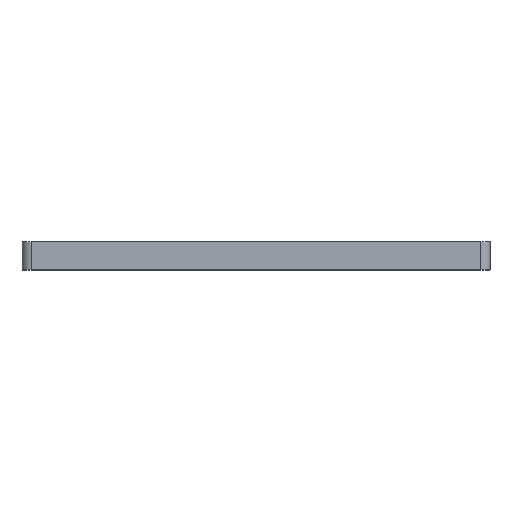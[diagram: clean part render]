
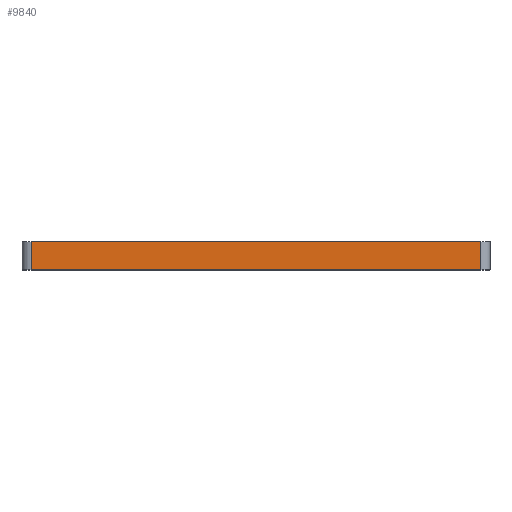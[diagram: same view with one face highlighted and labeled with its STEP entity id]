
A CAD part, top view. The second image highlights one B-rep face of the part: STEP entity #9840.
In plain terms, the highlighted planar face has unit normal (0, 0, 1).
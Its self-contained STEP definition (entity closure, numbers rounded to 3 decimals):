
#161 = CARTESIAN_POINT ( 'NONE',  ( -48., 6., 50. ) ) ;
#392 = CARTESIAN_POINT ( 'NONE',  ( -50., 6., 50. ) ) ;
#627 = LINE ( 'NONE', #1340, #8588 ) ;
#1340 = CARTESIAN_POINT ( 'NONE',  ( -50., 0., 50. ) ) ;
#1382 = DIRECTION ( 'NONE',  ( 1., 0., 0. ) ) ;
#1585 = CARTESIAN_POINT ( 'NONE',  ( 48., 0., 50. ) ) ;
#2013 = VECTOR ( 'NONE', #3031, 1000. ) ;
#2055 = EDGE_CURVE ( 'NONE', #8581, #7684, #627, .T. ) ;
#2135 = DIRECTION ( 'NONE',  ( 1., 0., 0. ) ) ;
#3031 = DIRECTION ( 'NONE',  ( 0., 1., 0. ) ) ;
#3164 = VECTOR ( 'NONE', #3315, 1000. ) ;
#3315 = DIRECTION ( 'NONE',  ( 0., -1., 0. ) ) ;
#3360 = DIRECTION ( 'NONE',  ( -1., 0., 0. ) ) ;
#3656 = LINE ( 'NONE', #161, #3164 ) ;
#3923 = EDGE_CURVE ( 'NONE', #7684, #4175, #5968, .T. ) ;
#4175 = VERTEX_POINT ( 'NONE', #6875 ) ;
#5020 = EDGE_LOOP ( 'NONE', ( #5634, #10909, #12550, #11161 ) ) ;
#5384 = DIRECTION ( 'NONE',  ( 0., 0., -1. ) ) ;
#5395 = CARTESIAN_POINT ( 'NONE',  ( -48., 0., 50. ) ) ;
#5634 = ORIENTED_EDGE ( 'NONE', *, *, #12533, .F. ) ;
#5781 = EDGE_CURVE ( 'NONE', #8383, #8581, #3656, .T. ) ;
#5968 = LINE ( 'NONE', #11843, #2013 ) ;
#6855 = CARTESIAN_POINT ( 'NONE',  ( -48., 6., 50. ) ) ;
#6875 = CARTESIAN_POINT ( 'NONE',  ( 48., 6., 50. ) ) ;
#7197 = AXIS2_PLACEMENT_3D ( 'NONE', #392, #5384, #3360 ) ;
#7684 = VERTEX_POINT ( 'NONE', #1585 ) ;
#8383 = VERTEX_POINT ( 'NONE', #6855 ) ;
#8581 = VERTEX_POINT ( 'NONE', #5395 ) ;
#8588 = VECTOR ( 'NONE', #1382, 1000. ) ;
#8630 = FACE_OUTER_BOUND ( 'NONE', #5020, .T. ) ;
#8886 = CARTESIAN_POINT ( 'NONE',  ( -50., 6., 50. ) ) ;
#9840 = ADVANCED_FACE ( 'NONE', ( #8630 ), #11258, .F. ) ;
#10909 = ORIENTED_EDGE ( 'NONE', *, *, #5781, .T. ) ;
#11161 = ORIENTED_EDGE ( 'NONE', *, *, #3923, .T. ) ;
#11204 = LINE ( 'NONE', #8886, #12459 ) ;
#11258 = PLANE ( 'NONE',  #7197 ) ;
#11843 = CARTESIAN_POINT ( 'NONE',  ( 48., 6., 50. ) ) ;
#12459 = VECTOR ( 'NONE', #2135, 1000. ) ;
#12533 = EDGE_CURVE ( 'NONE', #8383, #4175, #11204, .T. ) ;
#12550 = ORIENTED_EDGE ( 'NONE', *, *, #2055, .T. ) ;
